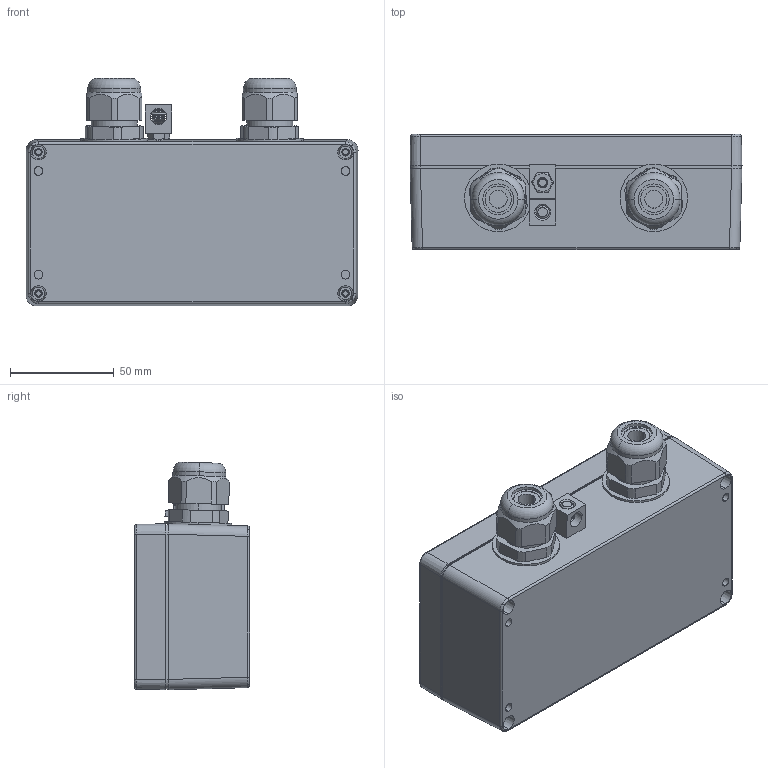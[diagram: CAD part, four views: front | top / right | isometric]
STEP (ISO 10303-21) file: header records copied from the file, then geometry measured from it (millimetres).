
FILE_DESCRIPTION (( 'STEP AP203' ), '1' );
FILE_NAME ('AL-W060302.STEP', '2011-03-17T15:42:05', ( 'x' ), ( 'Microsoft' ), 'SwSTEP 2.0', 'SolidWorks 2010', '' );
FILE_SCHEMA (( 'CONFIG_CONTROL_DESIGN' ));
Products named in the file (10): G368-gasket; XMH-0020; G368-LidScrew; AL-W060302; G368-Bottom with holes; G368-Top; PG-16; 10-Interna lLockWasher; 10-24 HexNut; FHP_10-24_.75MS
Assembly tree (14 placements, depth 2):
  AL-W060302
    10-24 HexNut  x2
    G368-Top
    XMH-0020
    10-Interna lLockWasher
    G368-gasket
    G368-LidScrew  x4
    FHP_10-24_.75MS
    PG-16  x2
    G368-Bottom with holes
Bounding box: 160 x 55.47 x 109.7 mm (x, y, z)
Volume: 193127 mm3; surface area: 138384.3 mm2
Topology: 18 solids, 18 shells, 1737 faces, 3973 edges, 2357 vertices
Faces by surface type: cone 893, plane 439, cylinder 327, torus 42, bspline 36
Entity records: 41308 total; most frequent: CARTESIAN_POINT 8692, DIRECTION 7064, ORIENTED_EDGE 6266, EDGE_CURVE 3133, AXIS2_PLACEMENT_3D 2761, VERTEX_POINT 1881, LINE 1542, VECTOR 1542
